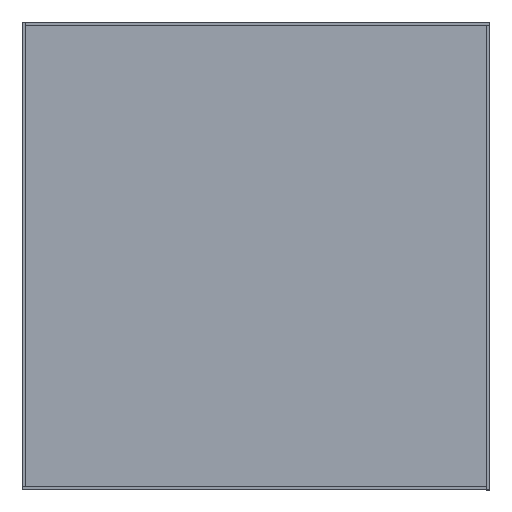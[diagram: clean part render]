
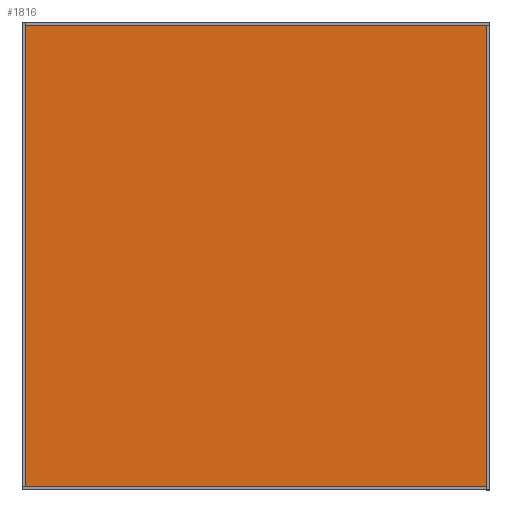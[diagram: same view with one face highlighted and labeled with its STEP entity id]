
A CAD part, top view. The second image highlights one B-rep face of the part: STEP entity #1816.
In plain terms, the highlighted planar face has unit normal (0, 0, 1).
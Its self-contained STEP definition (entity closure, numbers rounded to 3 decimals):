
#394=ORIENTED_EDGE('',*,*,#746,.F.);
#395=ORIENTED_EDGE('',*,*,#755,.F.);
#396=ORIENTED_EDGE('',*,*,#752,.F.);
#397=ORIENTED_EDGE('',*,*,#749,.F.);
#746=EDGE_CURVE('',#943,#944,#1113,.T.);
#749=EDGE_CURVE('',#944,#946,#1116,.T.);
#752=EDGE_CURVE('',#946,#948,#1119,.T.);
#755=EDGE_CURVE('',#948,#943,#1122,.T.);
#943=VERTEX_POINT('',#2805);
#944=VERTEX_POINT('',#2807);
#946=VERTEX_POINT('',#2813);
#948=VERTEX_POINT('',#2819);
#1113=LINE('',#2806,#1330);
#1116=LINE('',#2812,#1333);
#1119=LINE('',#2818,#1336);
#1122=LINE('',#2823,#1339);
#1330=VECTOR('',#2311,1000.);
#1333=VECTOR('',#2316,1000.);
#1336=VECTOR('',#2321,1000.);
#1339=VECTOR('',#2326,1000.);
#1513=EDGE_LOOP('',(#394,#395,#396,#397));
#1622=FACE_BOUND('',#1513,.T.);
#1725=PLANE('',#2032);
#1816=ADVANCED_FACE('',(#1622),#1725,.F.);
#2032=AXIS2_PLACEMENT_3D('',#2824,#2327,#2328);
#2311=DIRECTION('',(0.,1.,0.));
#2316=DIRECTION('',(1.,0.,0.));
#2321=DIRECTION('',(0.,-1.,0.));
#2326=DIRECTION('',(-1.,0.,0.));
#2327=DIRECTION('',(0.,0.,-1.));
#2328=DIRECTION('',(-1.,0.,0.));
#2805=CARTESIAN_POINT('',(-251.,-251.,4.));
#2806=CARTESIAN_POINT('',(-251.,-251.,4.));
#2807=CARTESIAN_POINT('',(-251.,251.,4.));
#2812=CARTESIAN_POINT('',(-251.,251.,4.));
#2813=CARTESIAN_POINT('',(251.,251.,4.));
#2818=CARTESIAN_POINT('',(251.,251.,4.));
#2819=CARTESIAN_POINT('',(251.,-251.,4.));
#2823=CARTESIAN_POINT('',(251.,-251.,4.));
#2824=CARTESIAN_POINT('',(0.,0.,4.));
